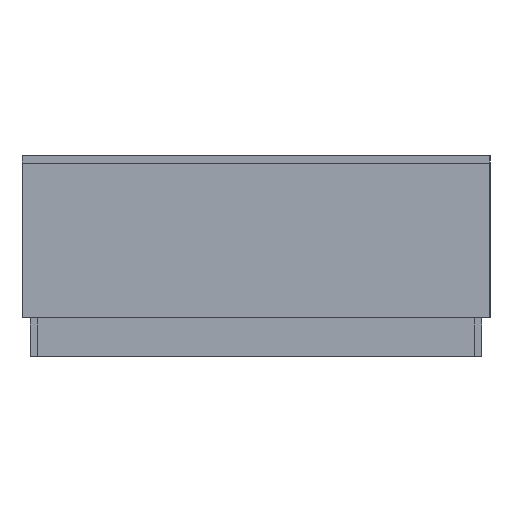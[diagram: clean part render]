
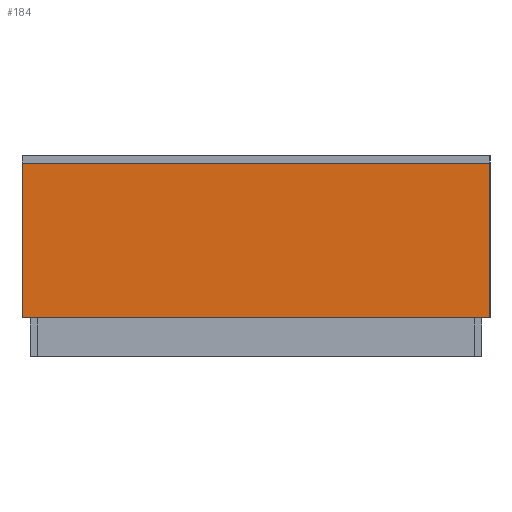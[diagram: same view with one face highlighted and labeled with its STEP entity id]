
A CAD part, left-side view. The second image highlights one B-rep face of the part: STEP entity #184.
In plain terms, the highlighted planar face has unit normal (-1, 0, 0).
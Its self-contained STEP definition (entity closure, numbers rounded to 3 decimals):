
#22 = VERTEX_POINT('',#23);
#23 = CARTESIAN_POINT('',(0.,0.,0.));
#62 = VERTEX_POINT('',#63);
#63 = CARTESIAN_POINT('',(0.,60.5,0.));
#78 = EDGE_CURVE('',#62,#22,#79,.T.);
#79 = LINE('',#80,#81);
#80 = CARTESIAN_POINT('',(0.,60.5,0.));
#81 = VECTOR('',#82,1.);
#82 = DIRECTION('',(0.,-1.,0.));
#123 = EDGE_CURVE('',#22,#124,#126,.T.);
#124 = VERTEX_POINT('',#125);
#125 = CARTESIAN_POINT('',(0.,0.,-20.));
#126 = LINE('',#127,#128);
#127 = CARTESIAN_POINT('',(0.,0.,0.));
#128 = VECTOR('',#129,1.);
#129 = DIRECTION('',(-0.,-0.,-1.));
#184 = ADVANCED_FACE('',(#185),#203,.T.);
#185 = FACE_BOUND('',#186,.T.);
#186 = EDGE_LOOP('',(#187,#195,#201,#202));
#187 = ORIENTED_EDGE('',*,*,#188,.T.);
#188 = EDGE_CURVE('',#62,#189,#191,.T.);
#189 = VERTEX_POINT('',#190);
#190 = CARTESIAN_POINT('',(0.,60.5,-20.));
#191 = LINE('',#192,#193);
#192 = CARTESIAN_POINT('',(0.,60.5,0.));
#193 = VECTOR('',#194,1.);
#194 = DIRECTION('',(-0.,-0.,-1.));
#195 = ORIENTED_EDGE('',*,*,#196,.T.);
#196 = EDGE_CURVE('',#189,#124,#197,.T.);
#197 = LINE('',#198,#199);
#198 = CARTESIAN_POINT('',(0.,60.5,-20.));
#199 = VECTOR('',#200,1.);
#200 = DIRECTION('',(0.,-1.,0.));
#201 = ORIENTED_EDGE('',*,*,#123,.F.);
#202 = ORIENTED_EDGE('',*,*,#78,.F.);
#203 = PLANE('',#204);
#204 = AXIS2_PLACEMENT_3D('',#205,#206,#207);
#205 = CARTESIAN_POINT('',(0.,60.5,0.));
#206 = DIRECTION('',(-1.,0.,0.));
#207 = DIRECTION('',(0.,-1.,0.));
